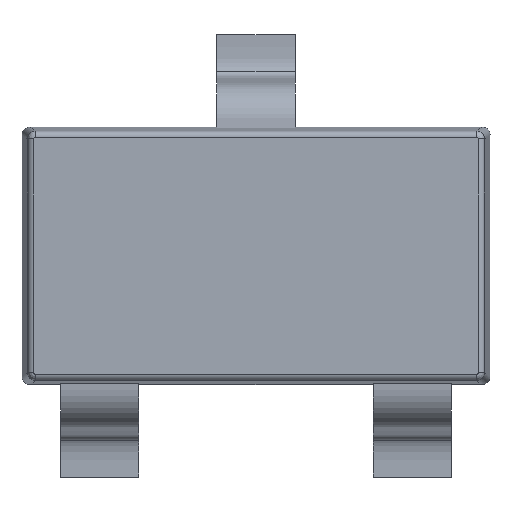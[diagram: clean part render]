
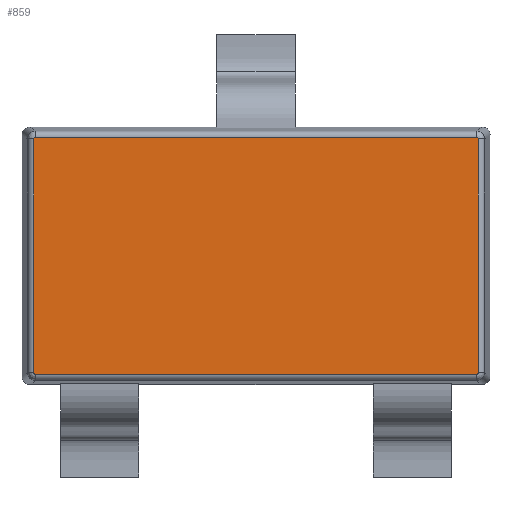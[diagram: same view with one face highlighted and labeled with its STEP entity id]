
A CAD part, top view. The second image highlights one B-rep face of the part: STEP entity #859.
In plain terms, the highlighted planar face has unit normal (0, 0, 1).
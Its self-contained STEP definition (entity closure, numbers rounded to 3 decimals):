
#38=ELLIPSE('',#920,0.011,0.01);
#39=ELLIPSE('',#921,0.011,0.01);
#40=ELLIPSE('',#922,0.011,0.01);
#41=ELLIPSE('',#923,0.011,0.01);
#103=FACE_OUTER_BOUND('',#155,.T.);
#155=EDGE_LOOP('',(#689,#690,#691,#692,#693,#694,#695,#696));
#264=LINE('',#1923,#330);
#265=LINE('',#1927,#331);
#266=LINE('',#1931,#332);
#267=LINE('',#1935,#333);
#330=VECTOR('',#1057,10.);
#331=VECTOR('',#1060,10.);
#332=VECTOR('',#1063,10.);
#333=VECTOR('',#1066,10.);
#397=VERTEX_POINT('',#1921);
#398=VERTEX_POINT('',#1922);
#399=VERTEX_POINT('',#1924);
#400=VERTEX_POINT('',#1926);
#401=VERTEX_POINT('',#1928);
#402=VERTEX_POINT('',#1930);
#403=VERTEX_POINT('',#1932);
#404=VERTEX_POINT('',#1934);
#502=EDGE_CURVE('',#397,#398,#264,.T.);
#503=EDGE_CURVE('',#398,#399,#38,.T.);
#504=EDGE_CURVE('',#399,#400,#265,.T.);
#505=EDGE_CURVE('',#400,#401,#39,.T.);
#506=EDGE_CURVE('',#402,#401,#266,.T.);
#507=EDGE_CURVE('',#402,#403,#40,.T.);
#508=EDGE_CURVE('',#403,#404,#267,.T.);
#509=EDGE_CURVE('',#404,#397,#41,.T.);
#689=ORIENTED_EDGE('',*,*,#502,.T.);
#690=ORIENTED_EDGE('',*,*,#503,.T.);
#691=ORIENTED_EDGE('',*,*,#504,.T.);
#692=ORIENTED_EDGE('',*,*,#505,.T.);
#693=ORIENTED_EDGE('',*,*,#506,.F.);
#694=ORIENTED_EDGE('',*,*,#507,.T.);
#695=ORIENTED_EDGE('',*,*,#508,.T.);
#696=ORIENTED_EDGE('',*,*,#509,.T.);
#811=PLANE('',#919);
#859=ADVANCED_FACE('',(#103),#811,.T.);
#919=AXIS2_PLACEMENT_3D('',#1920,#1055,#1056);
#920=AXIS2_PLACEMENT_3D('',#1925,#1058,#1059);
#921=AXIS2_PLACEMENT_3D('',#1929,#1061,#1062);
#922=AXIS2_PLACEMENT_3D('',#1933,#1064,#1065);
#923=AXIS2_PLACEMENT_3D('',#1936,#1067,#1068);
#1055=DIRECTION('center_axis',(0.,0.,1.));
#1056=DIRECTION('ref_axis',(0.,1.,0.));
#1057=DIRECTION('',(-1.,0.,0.));
#1058=DIRECTION('center_axis',(0.,0.,
1.));
#1059=DIRECTION('ref_axis',(-0.732,0.681,0.));
#1060=DIRECTION('',(0.,-1.,0.));
#1061=DIRECTION('center_axis',(0.,0.,
1.));
#1062=DIRECTION('ref_axis',(-0.732,-0.681,0.));
#1063=DIRECTION('',(-1.,0.,0.));
#1064=DIRECTION('center_axis',(0.,0.,
1.));
#1065=DIRECTION('ref_axis',(-0.732,0.681,0.));
#1066=DIRECTION('',(0.,1.,0.));
#1067=DIRECTION('center_axis',(0.,0.,
1.));
#1068=DIRECTION('ref_axis',(-0.732,-0.681,0.));
#1920=CARTESIAN_POINT('Origin',(-1.5,0.797,1.205));
#1921=CARTESIAN_POINT('',(1.414,0.759,1.205));
#1922=CARTESIAN_POINT('',(-1.414,0.759,1.205));
#1923=CARTESIAN_POINT('',(1.414,0.759,1.205));
#1924=CARTESIAN_POINT('',(-1.424,0.749,1.205));
#1925=CARTESIAN_POINT('Origin',(-1.414,0.749,1.205));
#1926=CARTESIAN_POINT('',(-1.424,-0.749,1.205));
#1927=CARTESIAN_POINT('',(-1.424,0.749,1.205));
#1928=CARTESIAN_POINT('',(-1.414,-0.759,1.205));
#1929=CARTESIAN_POINT('Origin',(-1.414,-0.749,1.205));
#1930=CARTESIAN_POINT('',(1.414,-0.759,1.205));
#1931=CARTESIAN_POINT('',(1.414,-0.759,1.205));
#1932=CARTESIAN_POINT('',(1.424,-0.749,1.205));
#1933=CARTESIAN_POINT('Origin',(1.414,-0.749,1.205));
#1934=CARTESIAN_POINT('',(1.424,0.749,1.205));
#1935=CARTESIAN_POINT('',(1.424,-0.749,1.205));
#1936=CARTESIAN_POINT('Origin',(1.414,0.749,1.205));
